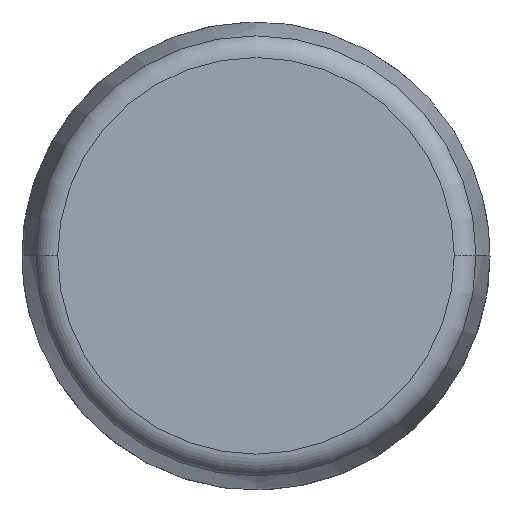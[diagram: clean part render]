
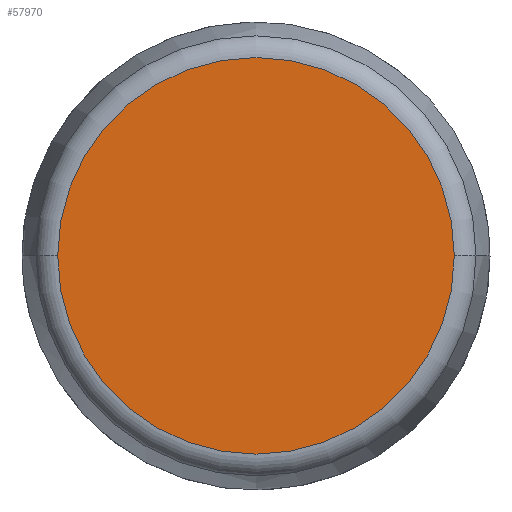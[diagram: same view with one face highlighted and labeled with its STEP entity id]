
A CAD part, top view. The second image highlights one B-rep face of the part: STEP entity #57970.
In plain terms, the highlighted face is planar.
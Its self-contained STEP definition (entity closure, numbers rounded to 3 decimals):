
#53537=CARTESIAN_POINT('',(0.,0.,1.4));
#53538=DIRECTION('',(0.,0.,1.));
#53539=DIRECTION('',(0.924,0.383,0.));
#53540=AXIS2_PLACEMENT_3D('',#53537,#53538,#53539);
#53545=CARTESIAN_POINT('',(0.,0.,1.4));
#53546=DIRECTION('',(0.,0.,1.));
#53547=DIRECTION('',(-0.924,-0.383,0.));
#53548=AXIS2_PLACEMENT_3D('',#53545,#53546,#53547);
#56714=CARTESIAN_POINT('',(11.822,4.902,1.4));
#56715=CARTESIAN_POINT('',(-11.822,-4.902,1.4));
#56716=VERTEX_POINT('',#56714);
#56717=VERTEX_POINT('',#56715);
#57961=CARTESIAN_POINT('',(-7.65,0.,1.4));
#57962=DIRECTION('',(0.,0.,-1.));
#57963=DIRECTION('',(-1.,0.,0.));
#57964=AXIS2_PLACEMENT_3D('',#57961,#57962,#57963);
#57965=PLANE('',#57964);
#57966=ORIENTED_EDGE('',*,*,#57926,.T.);
#57967=ORIENTED_EDGE('',*,*,#57947,.T.);
#57968=EDGE_LOOP('',(#57966,#57967));
#57969=FACE_OUTER_BOUND('',#57968,.F.);
#53541=CIRCLE('',#53540,12.798);
#53549=CIRCLE('',#53548,12.798);
#57926=EDGE_CURVE('',#56716,#56717,#53541,.T.);
#57947=EDGE_CURVE('',#56717,#56716,#53549,.T.);
#57970=ADVANCED_FACE('',(#57969),#57965,.T.);
